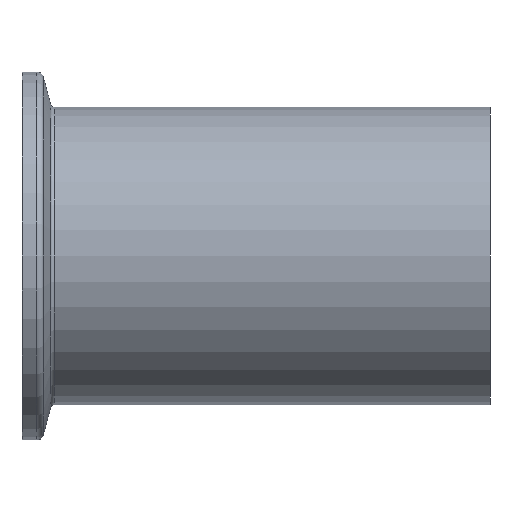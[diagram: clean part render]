
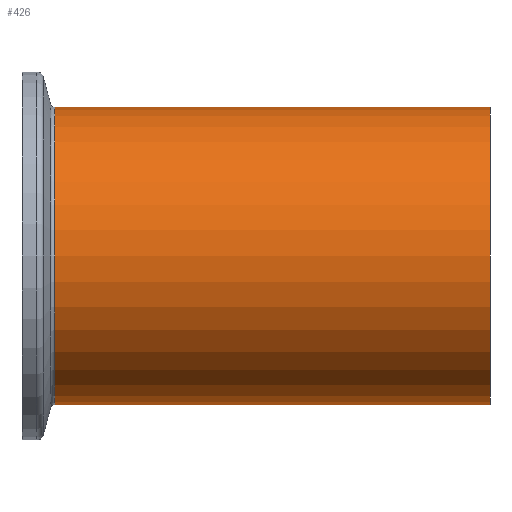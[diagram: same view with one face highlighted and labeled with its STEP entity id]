
A CAD part, front view. The second image highlights one B-rep face of the part: STEP entity #426.
In plain terms, the highlighted cylindrical face has radius 22.25 mm (diameter 44.5 mm), a partial arc.
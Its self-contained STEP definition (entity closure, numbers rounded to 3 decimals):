
#31 = VERTEX_POINT ( 'NONE', #78 ) ;
#32 = AXIS2_PLACEMENT_3D ( 'NONE', #510, #46, #37 ) ;
#37 = DIRECTION ( 'NONE',  ( 0., 0., 1. ) ) ;
#46 = DIRECTION ( 'NONE',  ( -1., 0., 0. ) ) ;
#48 = CARTESIAN_POINT ( 'NONE',  ( 4.867, 0., -22.25 ) ) ;
#52 = LINE ( 'NONE', #265, #158 ) ;
#57 = FACE_OUTER_BOUND ( 'NONE', #412, .T. ) ;
#64 = CIRCLE ( 'NONE', #32, 22.25 ) ;
#78 = CARTESIAN_POINT ( 'NONE',  ( 4.867, 0., 22.25 ) ) ;
#82 = VERTEX_POINT ( 'NONE', #204 ) ;
#91 = DIRECTION ( 'NONE',  ( -1., 0., 0. ) ) ;
#98 = EDGE_CURVE ( 'NONE', #483, #31, #148, .T. ) ;
#148 = CIRCLE ( 'NONE', #398, 22.25 ) ;
#158 = VECTOR ( 'NONE', #287, 1000. ) ;
#164 = CYLINDRICAL_SURFACE ( 'NONE', #347, 22.25 ) ;
#168 = VERTEX_POINT ( 'NONE', #497 ) ;
#182 = LINE ( 'NONE', #293, #283 ) ;
#185 = ORIENTED_EDGE ( 'NONE', *, *, #457, .T. ) ;
#186 = ORIENTED_EDGE ( 'NONE', *, *, #350, .T. ) ;
#189 = ORIENTED_EDGE ( 'NONE', *, *, #464, .F. ) ;
#193 = DIRECTION ( 'NONE',  ( -1., 0., 0. ) ) ;
#204 = CARTESIAN_POINT ( 'NONE',  ( 70., 0., -22.25 ) ) ;
#241 = CARTESIAN_POINT ( 'NONE',  ( 4.867, 0., 0. ) ) ;
#249 = DIRECTION ( 'NONE',  ( 0., 0., 1. ) ) ;
#265 = CARTESIAN_POINT ( 'NONE',  ( 0., 0., 22.25 ) ) ;
#283 = VECTOR ( 'NONE', #91, 1000. ) ;
#287 = DIRECTION ( 'NONE',  ( -1., 0., 0. ) ) ;
#293 = CARTESIAN_POINT ( 'NONE',  ( 0., 0., -22.25 ) ) ;
#302 = DIRECTION ( 'NONE',  ( 0., 0., 1. ) ) ;
#313 = DIRECTION ( 'NONE',  ( -1., 0., 0. ) ) ;
#347 = AXIS2_PLACEMENT_3D ( 'NONE', #355, #313, #302 ) ;
#350 = EDGE_CURVE ( 'NONE', #82, #168, #64, .T. ) ;
#355 = CARTESIAN_POINT ( 'NONE',  ( 0., 0., 0. ) ) ;
#398 = AXIS2_PLACEMENT_3D ( 'NONE', #241, #193, #249 ) ;
#412 = EDGE_LOOP ( 'NONE', ( #189, #186, #185, #476 ) ) ;
#426 = ADVANCED_FACE ( 'NONE', ( #57 ), #164, .T. ) ;
#457 = EDGE_CURVE ( 'NONE', #168, #31, #52, .T. ) ;
#464 = EDGE_CURVE ( 'NONE', #82, #483, #182, .T. ) ;
#476 = ORIENTED_EDGE ( 'NONE', *, *, #98, .F. ) ;
#483 = VERTEX_POINT ( 'NONE', #48 ) ;
#497 = CARTESIAN_POINT ( 'NONE',  ( 70., 0., 22.25 ) ) ;
#510 = CARTESIAN_POINT ( 'NONE',  ( 70., 0., 0. ) ) ;
